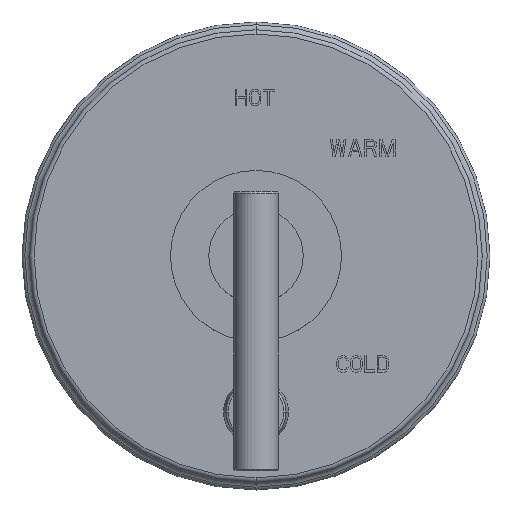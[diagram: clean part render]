
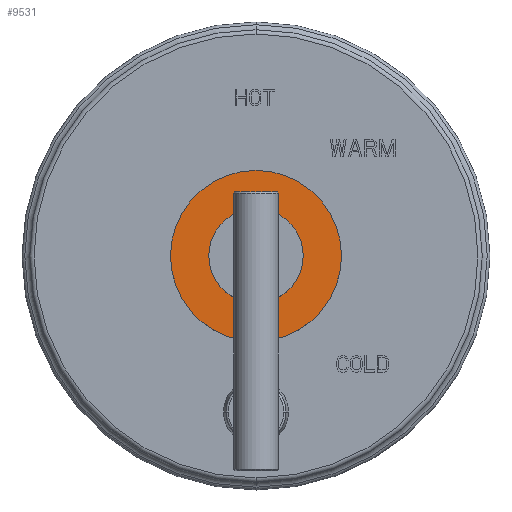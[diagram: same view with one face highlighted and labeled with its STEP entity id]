
A CAD part, top view. The second image highlights one B-rep face of the part: STEP entity #9531.
In plain terms, the highlighted planar face has unit normal (0, 0, 1).
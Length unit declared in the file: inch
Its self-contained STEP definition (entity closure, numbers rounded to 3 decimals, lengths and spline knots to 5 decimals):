
#3246=CARTESIAN_POINT('',(0.,0.,0.688));
#3247=DIRECTION('',(0.,0.,-1.));
#3248=DIRECTION('',(0.,1.,0.));
#3249=AXIS2_PLACEMENT_3D('',#3246,#3247,#3248);
#3255=CARTESIAN_POINT('',(0.,0.,0.688));
#3256=DIRECTION('',(0.,0.,1.));
#3257=DIRECTION('',(0.,1.,0.));
#3258=AXIS2_PLACEMENT_3D('',#3255,#3256,#3257);
#3264=CARTESIAN_POINT('',(0.,0.,0.688));
#3265=DIRECTION('',(0.,0.,-1.));
#3266=DIRECTION('',(0.,-1.,0.));
#3267=AXIS2_PLACEMENT_3D('',#3264,#3265,#3266);
#3269=CARTESIAN_POINT('',(0.,0.,0.688));
#3270=DIRECTION('',(0.,0.,-1.));
#3271=DIRECTION('',(0.,1.,0.));
#3272=AXIS2_PLACEMENT_3D('',#3269,#3270,#3271);
#4612=CARTESIAN_POINT('',(0.,1.1875,0.688));
#4613=CARTESIAN_POINT('',(0.,-1.1875,0.688));
#4614=VERTEX_POINT('',#4612);
#4615=VERTEX_POINT('',#4613);
#4628=CARTESIAN_POINT('',(0.,-0.65625,0.688));
#4629=CARTESIAN_POINT('',(0.,0.65625,0.688));
#4630=VERTEX_POINT('',#4628);
#4631=VERTEX_POINT('',#4629);
#9516=CARTESIAN_POINT('',(0.,0.,0.688));
#9517=DIRECTION('',(0.,0.,-1.));
#9518=DIRECTION('',(0.,-1.,0.));
#9519=AXIS2_PLACEMENT_3D('',#9516,#9517,#9518);
#9520=PLANE('',#9519);
#9521=ORIENTED_EDGE('',*,*,#9510,.F.);
#9522=ORIENTED_EDGE('',*,*,#9496,.T.);
#9523=EDGE_LOOP('',(#9521,#9522));
#9524=FACE_OUTER_BOUND('',#9523,.F.);
#9526=ORIENTED_EDGE('',*,*,#9525,.F.);
#9528=ORIENTED_EDGE('',*,*,#9527,.F.);
#9529=EDGE_LOOP('',(#9526,#9528));
#9530=FACE_BOUND('',#9529,.F.);
#9531=ADVANCED_FACE('',(#9524,#9530),#9520,.F.);
#3250=CIRCLE('',#3249,1.1875);
#3259=CIRCLE('',#3258,1.1875);
#3268=CIRCLE('',#3267,0.65625);
#3273=CIRCLE('',#3272,0.65625);
#9496=EDGE_CURVE('',#4614,#4615,#3250,.T.);
#9510=EDGE_CURVE('',#4614,#4615,#3259,.T.);
#9525=EDGE_CURVE('',#4630,#4631,#3268,.T.);
#9527=EDGE_CURVE('',#4631,#4630,#3273,.T.);
